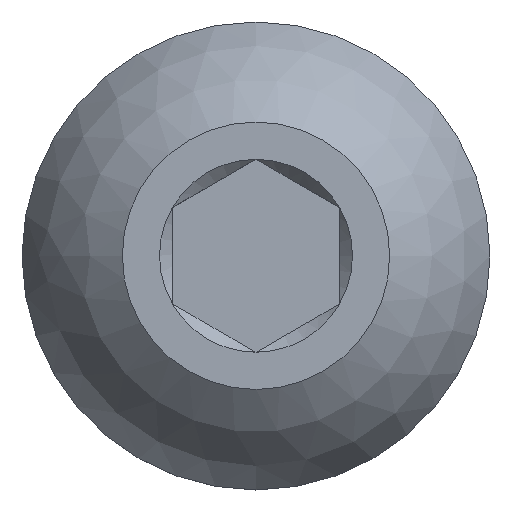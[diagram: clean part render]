
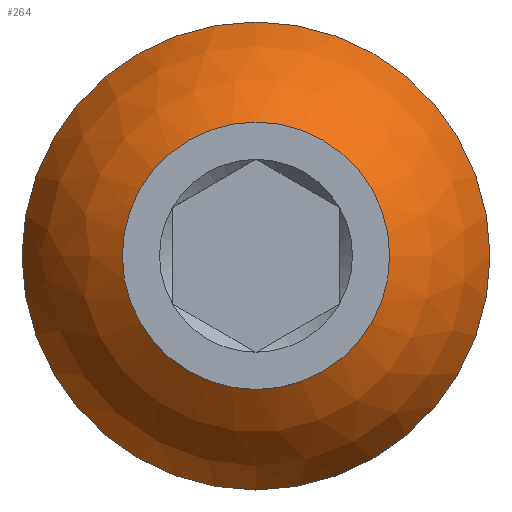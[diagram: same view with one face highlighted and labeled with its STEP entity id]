
A CAD part, top view. The second image highlights one B-rep face of the part: STEP entity #264.
In plain terms, the highlighted spherical face has radius 74.472 mm.
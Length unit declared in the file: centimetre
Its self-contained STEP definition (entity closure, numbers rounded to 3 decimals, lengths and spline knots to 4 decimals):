
#18=SPHERICAL_SURFACE('',#293,7.4472);
#43=FACE_OUTER_BOUND('',#63,.T.);
#63=EDGE_LOOP('',(#198,#199,#200,#201));
#115=CIRCLE('',#291,7.);
#117=CIRCLE('',#294,4.);
#118=CIRCLE('',#295,7.4472);
#131=VERTEX_POINT('',#426);
#133=VERTEX_POINT('',#432);
#153=EDGE_CURVE('',#131,#131,#115,.T.);
#156=EDGE_CURVE('',#133,#133,#117,.T.);
#157=EDGE_CURVE('',#133,#131,#118,.T.);
#198=ORIENTED_EDGE('',*,*,#156,.F.);
#199=ORIENTED_EDGE('',*,*,#157,.T.);
#200=ORIENTED_EDGE('',*,*,#153,.T.);
#201=ORIENTED_EDGE('',*,*,#157,.F.);
#264=ADVANCED_FACE('',(#43),#18,.T.);
#291=AXIS2_PLACEMENT_3D('',#427,#339,#340);
#293=AXIS2_PLACEMENT_3D('',#431,#344,#345);
#294=AXIS2_PLACEMENT_3D('',#433,#346,#347);
#295=AXIS2_PLACEMENT_3D('',#434,#348,#349);
#339=DIRECTION('center_axis',(0.,0.,1.));
#340=DIRECTION('ref_axis',(1.,0.,0.));
#344=DIRECTION('center_axis',(0.,0.,1.));
#345=DIRECTION('ref_axis',(1.,0.,0.));
#346=DIRECTION('center_axis',(0.,0.,1.));
#347=DIRECTION('ref_axis',(1.,0.,0.));
#348=DIRECTION('center_axis',(0.,-1.,0.));
#349=DIRECTION('ref_axis',(-1.,0.,0.));
#426=CARTESIAN_POINT('',(-7.,0.,0.66));
#427=CARTESIAN_POINT('Origin',(0.,0.,0.66));
#431=CARTESIAN_POINT('Origin',(0.,0.,-1.8818));
#432=CARTESIAN_POINT('',(-4.,0.,4.4));
#433=CARTESIAN_POINT('Origin',(0.,0.,4.4));
#434=CARTESIAN_POINT('Origin',(0.,0.,-1.8818));
